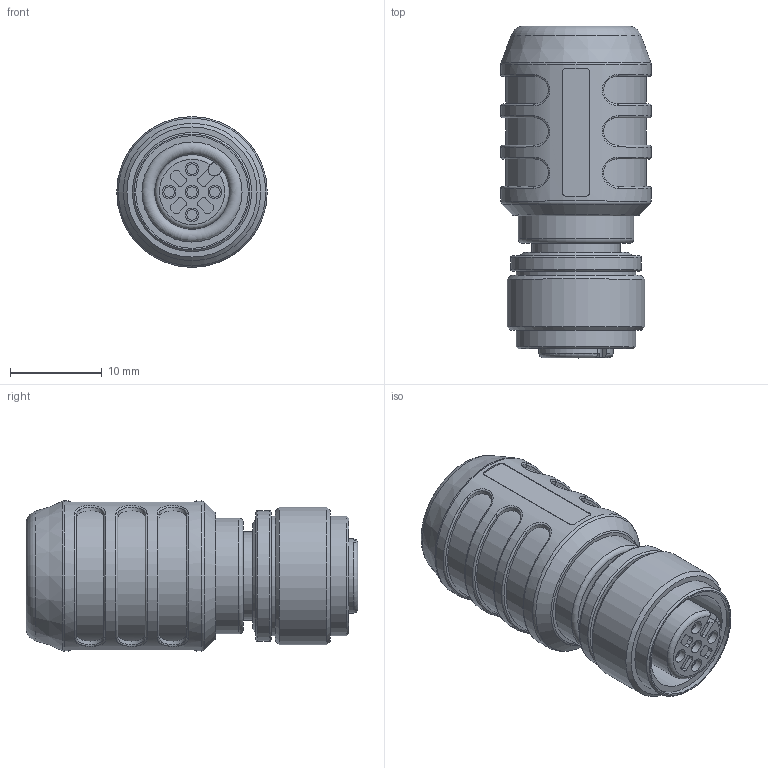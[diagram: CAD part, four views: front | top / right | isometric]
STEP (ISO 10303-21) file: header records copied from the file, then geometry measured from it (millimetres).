
FILE_DESCRIPTION(/* description */ (''),/* implementation_level */ '2;1');
FILE_NAME(/* name */ 'CD-WAK5-AK.stp',/* time_stamp */ '2018-09-19T13:35:31+02:00',/* author */ (''),/* organization */ (''),/* preprocessor_version */ 'ST-DEVELOPER v16',/* originating_system */ 'SIEMENS PLM Software NX 10.0',/* authorisation */ '');
FILE_SCHEMA (('AUTOMOTIVE_DESIGN { 1 0 10303 214 3 1 1 1 }'));
Length unit declared in the file: millimetre
Products named in the file (1): CD-WAK5-AK
Bounding box: 16.4 x 36.2 x 16.4 mm (x, y, z)
Volume: 5839.4 mm3; surface area: 2838.1 mm2
Topology: 1 solids, 1 shells, 167 faces, 382 edges, 245 vertices
Faces by surface type: cylinder 69, plane 59, torus 21, bspline 12, cone 6
Full cylindrical faces by diameter (mm): 1.15 x5, 1.5 x5, 9.6 x1, 10.92 x1, 12 x1, 12.3 x1, 12.6 x1, 13 x2, 14.25 x1, 15 x1, 16.4 x1
Entity records: 5914 total; most frequent: CARTESIAN_POINT 2342, DIRECTION 770, ORIENTED_EDGE 660, AXIS2_PLACEMENT_3D 332, EDGE_CURVE 330, EDGE_LOOP 232, VERTEX_POINT 230, CIRCLE 176
